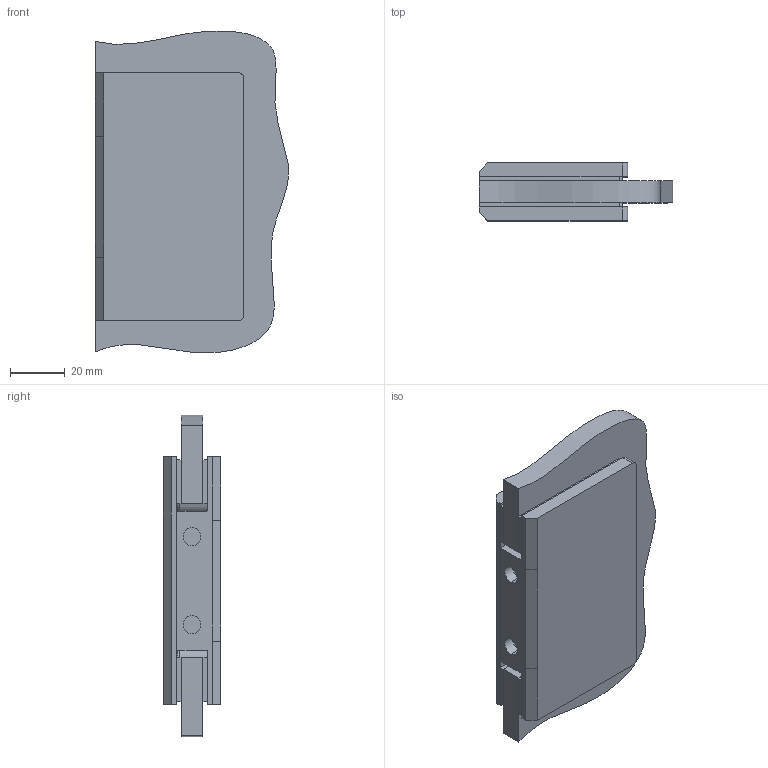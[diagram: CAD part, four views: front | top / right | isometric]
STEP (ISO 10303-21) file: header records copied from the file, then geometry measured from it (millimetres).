
FILE_DESCRIPTION (( 'STEP AP203' ), '1' );
FILE_NAME ('GS-304_D-B-990-5_S-B.STEP', '2019-03-21T07:32:50', ( '' ), ( '' ), 'SwSTEP 2.0', 'SolidWorks 2018', '' );
FILE_SCHEMA (( 'CONFIG_CONTROL_DESIGN' ));
Length unit declared in the file: millimetre
Products named in the file (8): GS-304-D-B-990-5-S-B Z1; SKLO_vyrez; GS-304_D-B-990-5_S-B; GS-304-D-B-990-5-S-B P2; Tesnenie - vlozka; GS-304-D-B-990-5-S-B P1; Plast N02; M6x16_DIN 7991
Assembly tree (10 placements, depth 3):
  GS-304_D-B-990-5_S-B
    GS-304-D-B-990-5-S-B Z1
      GS-304-D-B-990-5-S-B P1
      Plast N02  x2
      Tesnenie - vlozka  x2
      GS-304-D-B-990-5-S-B P2
      M6x16_DIN 7991  x2
    SKLO_vyrez
Bounding box: 70.34 x 21 x 117.07 mm (x, y, z)
Volume: 99898.1 mm3; surface area: 51684.6 mm2
Topology: 9 solids, 9 shells, 274 faces, 708 edges, 450 vertices
Faces by surface type: cylinder 154, plane 77, cone 22, bspline 11, torus 6, sphere 4
Entity records: 8936 total; most frequent: CARTESIAN_POINT 3514, ORIENTED_EDGE 964, DIRECTION 954, EDGE_CURVE 482, AXIS2_PLACEMENT_3D 359, VERTEX_POINT 306, VECTOR 236, LINE 236
